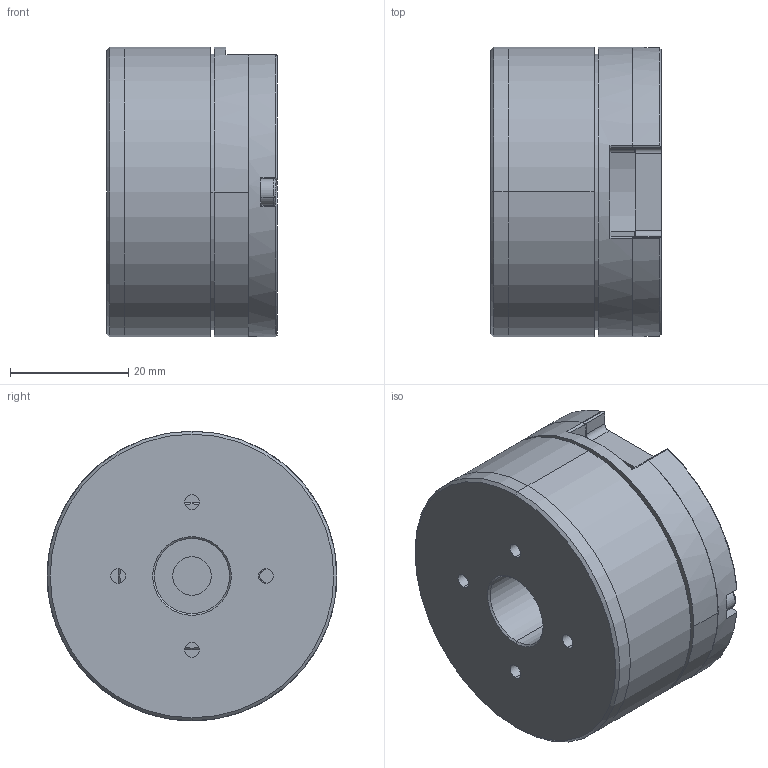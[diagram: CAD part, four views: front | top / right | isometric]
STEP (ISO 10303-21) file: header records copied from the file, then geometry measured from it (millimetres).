
FILE_DESCRIPTION (( 'STEP AP214' ), '1' );
FILE_NAME ('RMD-5010（12.7大孔）.STEP', '2024-01-23T08:28:16', ( '' ), ( '' ), 'SwSTEP 2.0', 'SolidWorks 2020', '' );
FILE_SCHEMA (( 'AUTOMOTIVE_DESIGN' ));
Length unit declared in the file: millimetre
Products named in the file (6): XM_50DM_FC; XM_5010DM_CA; XM_5010DM_MC; RMD-5010（12.7大孔）; M2.5X5 SHB; XM_5010DM_BC
Assembly tree (6 placements, depth 2):
  RMD-5010（12.7大孔）
    XM_5010DM_MC
    XM_5010DM_BC
    XM_5010DM_CA
    XM_50DM_FC
    M2.5X5 SHB  x2
Bounding box: 28.9 x 49 x 49 mm (x, y, z)
Volume: 17436.2 mm3; surface area: 25116.2 mm2
Topology: 6 solids, 6 shells, 408 faces, 1088 edges, 706 vertices
Faces by surface type: plane 200, cylinder 163, cone 41, bspline 4
Entity records: 16696 total; most frequent: DIRECTION 2280, CARTESIAN_POINT 2168, ORIENTED_EDGE 2040, EDGE_CURVE 1020, AXIS2_PLACEMENT_3D 882, VERTEX_POINT 671, VECTOR 516, LINE 516
